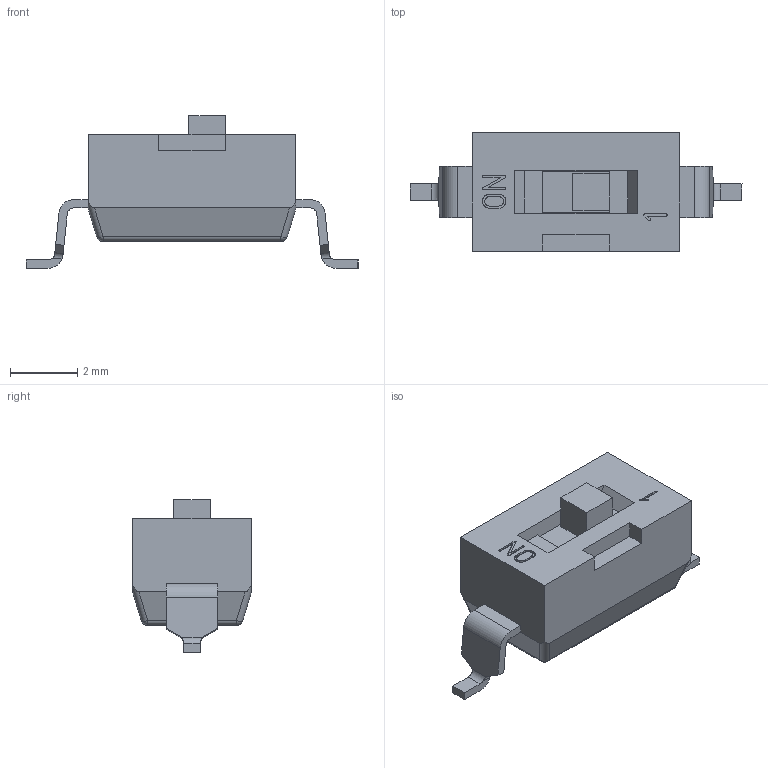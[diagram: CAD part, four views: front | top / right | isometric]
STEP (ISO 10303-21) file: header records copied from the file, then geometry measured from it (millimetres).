
FILE_DESCRIPTION(('STEP AP214'),'1');
FILE_NAME('CUI_DEVICES_DS04-254-1-01BK-SMT.step','2021-09-16T16:10:39',(' '),(' '),'Spatial InterOp 3D',' ',' ');
FILE_SCHEMA(('AUTOMOTIVE_DESIGN { 1 0 10303 214 1 1 1 1 }'));
Length unit declared in the file: metre
Products named in the file (6): CUI_DEVICES_DS04-254-1-01BK-SMT; Component1; Component2; Component3; Component4
Assembly tree (5 placements, depth 3):
  CUI_DEVICES_DS04-254-1-01BK-SMT
    CUI_DEVICES_DS04-254-1-01BK-SMT
      Component1
      Component2
      Component3
      Component4
Bounding box: 9.9 x 3.54 x 4.55 mm (x, y, z)
Volume: 67.6 mm3; surface area: 136.3 mm2
Topology: 4 solids, 4 shells, 156 faces, 415 edges, 268 vertices
Faces by surface type: plane 97, cylinder 34, extrusion 21, sphere 4
Entity records: 5190 total; most frequent: CARTESIAN_POINT 1188, ORIENTED_EDGE 822, DIRECTION 730, EDGE_CURVE 411, VECTOR 310, LINE 289, VERTEX_POINT 268, AXIS2_PLACEMENT_3D 210
